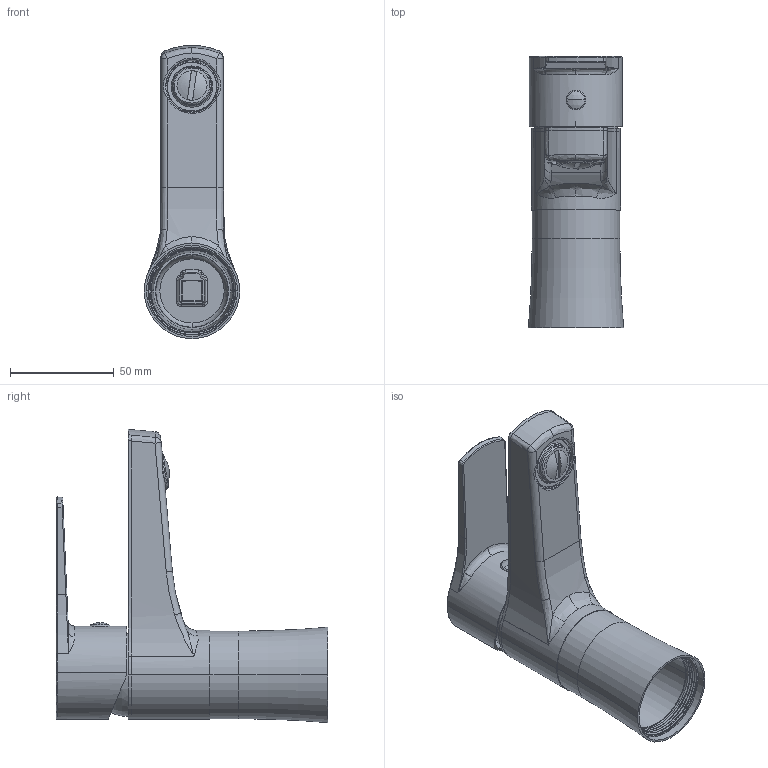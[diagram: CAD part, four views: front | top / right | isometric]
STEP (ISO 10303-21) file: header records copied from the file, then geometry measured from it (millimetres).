
FILE_DESCRIPTION (( 'STEP AP203' ), '1' );
FILE_NAME ('18A311946.STEP', '2025-10-27T11:47:39', ( '' ), ( '' ), 'SwSTEP 2.0', 'SolidWorks 2021', '' );
FILE_SCHEMA (( 'CONFIG_CONTROL_DESIGN' ));
Length unit declared in the file: millimetre
Products named in the file (1): 18A311946
Bounding box: 46 x 130.9 x 141.54 mm (x, y, z)
Volume: 63266.1 mm3; surface area: 71785.5 mm2
Topology: 9 solids, 9 shells, 334 faces, 795 edges, 490 vertices
Faces by surface type: bspline 98, cylinder 96, plane 71, torus 31, cone 30, sphere 8
Entity records: 20025 total; most frequent: CARTESIAN_POINT 13048, ORIENTED_EDGE 1570, DIRECTION 1264, EDGE_CURVE 785, AXIS2_PLACEMENT_3D 533, VERTEX_POINT 488, EDGE_LOOP 371, ADVANCED_FACE 334
